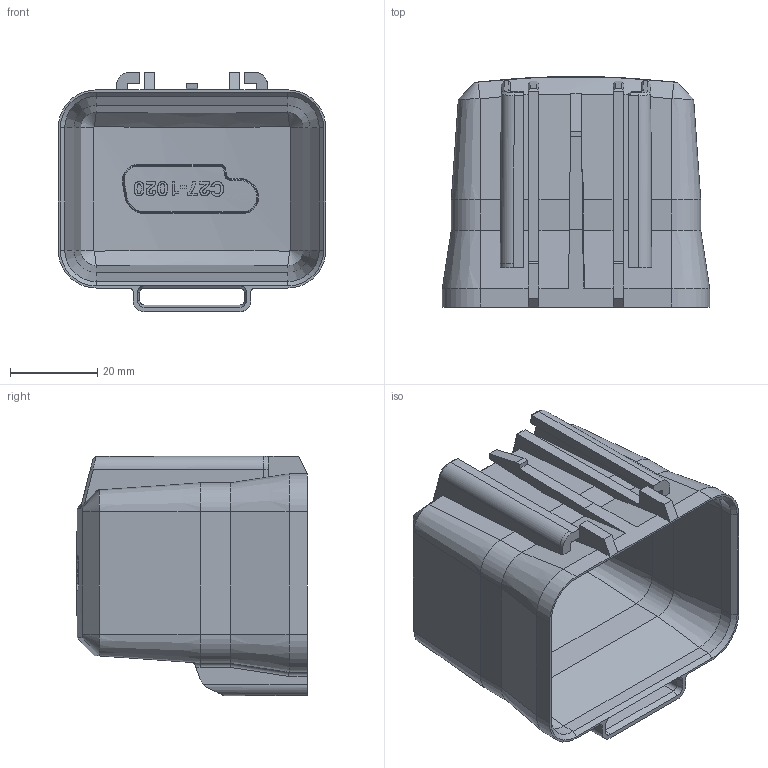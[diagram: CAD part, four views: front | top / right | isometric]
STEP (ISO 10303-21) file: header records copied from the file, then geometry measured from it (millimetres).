
FILE_DESCRIPTION((''),'2;1');
FILE_NAME('FRH-A24-C_NCF_SW0001','2018-01-31T11:22:55',('20077268'),(''),'CREO PARAMETRIC BY PTC INC, 2017110','CREO PARAMETRIC BY PTC INC, 2017110','');
FILE_SCHEMA(('CONFIG_CONTROL_DESIGN'));
Length unit declared in the file: millimetre
Products named in the file (1): FRH-A24-C_NCF_SW0001
Bounding box: 61.4 x 52.95 x 54.9 mm (x, y, z)
Volume: 19946.4 mm3; surface area: 25821.3 mm2
Topology: 1 solids, 1 shells, 457 faces, 1178 edges, 737 vertices
Faces by surface type: plane 212, extrusion 93, cylinder 86, bspline 36, cone 24, torus 6
Entity records: 16219 total; most frequent: CARTESIAN_POINT 5910, ORIENTED_EDGE 2356, DIRECTION 1678, EDGE_CURVE 1178, VERTEX_POINT 737, VECTOR 728, LINE 635, B_SPLINE_CURVE_WITH_KNOTS 489
